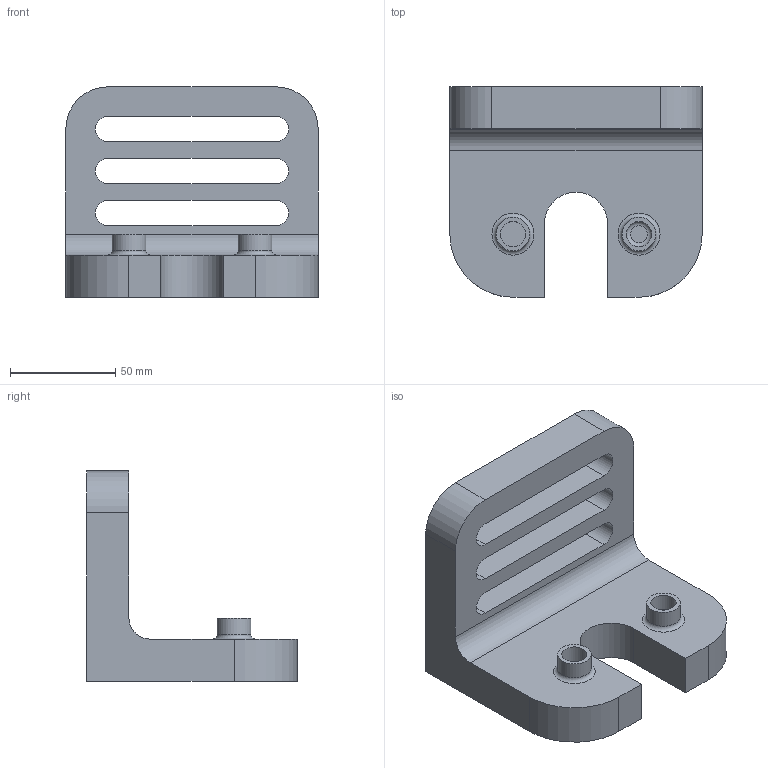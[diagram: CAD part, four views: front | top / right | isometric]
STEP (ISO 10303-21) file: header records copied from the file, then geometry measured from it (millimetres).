
FILE_DESCRIPTION(/* description */ (''),/* implementation_level */ '2;1');
FILE_NAME(/* name */ 'Exerecise-45 v0.step',/* time_stamp */ '2025-09-29T14:18:02+05:30',/* author */ (''),/* organization */ (''),/* preprocessor_version */ 'ST-DEVELOPER v20.1',/* originating_system */ 'Autodesk Translation Framework v14.17.0.0',/* authorisation */ '');
FILE_SCHEMA (('AUTOMOTIVE_DESIGN { 1 0 10303 214 3 1 1 }'));
Length unit declared in the file: millimetre
Products named in the file (1): Exerecise-45
Bounding box: 120 x 100 x 100 mm (x, y, z)
Volume: 332841.9 mm3; surface area: 58754.9 mm2
Topology: 1 solids, 1 shells, 40 faces, 101 edges, 67 vertices
Faces by surface type: plane 21, cylinder 16, torus 3
Full cylindrical faces by diameter (mm): 12 x2, 16 x2
Entity records: 1321 total; most frequent: DIRECTION 223, CARTESIAN_POINT 209, ORIENTED_EDGE 202, EDGE_CURVE 101, AXIS2_PLACEMENT_3D 81, VERTEX_POINT 67, LINE 61, VECTOR 61
